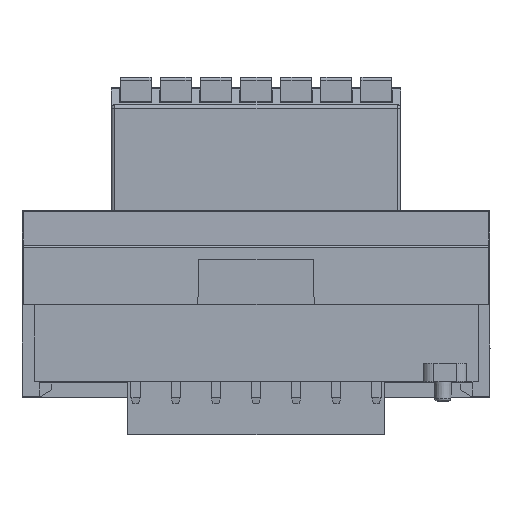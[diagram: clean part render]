
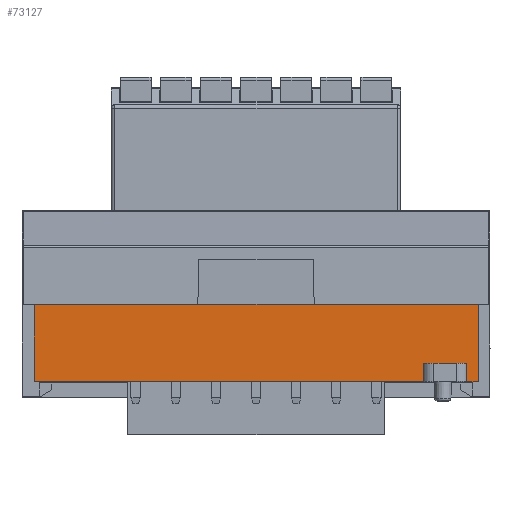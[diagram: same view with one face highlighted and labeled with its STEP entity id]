
A CAD part, top view. The second image highlights one B-rep face of the part: STEP entity #73127.
In plain terms, the highlighted planar face has unit normal (0, 0, 1).
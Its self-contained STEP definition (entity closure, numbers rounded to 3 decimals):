
#29374=DIRECTION('',(-1.,0.,0.));
#29375=VECTOR('',#29374,33.992);
#29376=CARTESIAN_POINT('',(51.743,11.,13.514));
#29377=LINE('',#29376,#29375);
#29388=DIRECTION('',(-1.,0.,0.));
#29389=VECTOR('',#29388,1.038);
#29390=CARTESIAN_POINT('',(56.496,11.,13.514));
#29391=LINE('',#29390,#29389);
#29618=DIRECTION('',(-1.,0.,0.));
#29619=VECTOR('',#29618,3.715);
#29620=CARTESIAN_POINT('',(55.457,12.6,13.514));
#29621=LINE('',#29620,#29619);
#39443=DIRECTION('',(0.,-1.,0.));
#39444=VECTOR('',#39443,6.7);
#39445=CARTESIAN_POINT('',(56.496,17.7,13.514));
#39446=LINE('',#39445,#39444);
#39447=DIRECTION('',(0.,1.,0.));
#39448=VECTOR('',#39447,1.6);
#39449=CARTESIAN_POINT('',(51.743,11.,13.514));
#39450=LINE('',#39449,#39448);
#39463=DIRECTION('',(0.,1.,0.));
#39464=VECTOR('',#39463,1.6);
#39465=CARTESIAN_POINT('',(55.457,11.,13.514));
#39466=LINE('',#39465,#39464);
#39471=DIRECTION('',(0.,-1.,0.));
#39472=VECTOR('',#39471,6.7);
#39473=CARTESIAN_POINT('',(17.751,17.7,13.514));
#39474=LINE('',#39473,#39472);
#40271=DIRECTION('',(-1.,0.,0.));
#40272=VECTOR('',#40271,0.562);
#40273=CARTESIAN_POINT('',(56.496,17.7,13.514));
#40274=LINE('',#40273,#40272);
#40291=DIRECTION('',(-1.,0.,0.));
#40292=VECTOR('',#40291,0.516);
#40293=CARTESIAN_POINT('',(18.266,17.7,13.514));
#40294=LINE('',#40293,#40292);
#40331=DIRECTION('',(0.005,-1.,0.));
#40332=VECTOR('',#40331,6.4);
#40333=CARTESIAN_POINT('',(55.9,24.1,13.514));
#40334=LINE('',#40333,#40332);
#40369=DIRECTION('',(-1.,0.,0.));
#40370=VECTOR('',#40369,37.6);
#40371=CARTESIAN_POINT('',(55.9,24.1,13.514));
#40372=LINE('',#40371,#40370);
#40591=DIRECTION('',(0.005,1.,0.));
#40592=VECTOR('',#40591,6.4);
#40593=CARTESIAN_POINT('',(18.266,17.7,13.514));
#40594=LINE('',#40593,#40592);
#56400=CARTESIAN_POINT('',(55.457,12.6,13.514));
#56401=CARTESIAN_POINT('',(51.743,12.6,13.514));
#56402=VERTEX_POINT('',#56400);
#56403=VERTEX_POINT('',#56401);
#56436=CARTESIAN_POINT('',(51.743,11.,13.514));
#56437=VERTEX_POINT('',#56436);
#56438=CARTESIAN_POINT('',(55.457,11.,13.514));
#56439=VERTEX_POINT('',#56438);
#56524=CARTESIAN_POINT('',(56.496,17.7,13.514));
#56525=VERTEX_POINT('',#56524);
#56526=CARTESIAN_POINT('',(55.934,17.7,13.514));
#56527=VERTEX_POINT('',#56526);
#56528=CARTESIAN_POINT('',(18.266,17.7,13.514));
#56529=CARTESIAN_POINT('',(17.751,17.7,13.514));
#56530=VERTEX_POINT('',#56528);
#56531=VERTEX_POINT('',#56529);
#56532=CARTESIAN_POINT('',(55.9,24.1,13.514));
#56533=VERTEX_POINT('',#56532);
#56534=CARTESIAN_POINT('',(18.3,24.1,13.514));
#56535=VERTEX_POINT('',#56534);
#56586=CARTESIAN_POINT('',(56.496,11.,13.514));
#56587=VERTEX_POINT('',#56586);
#56588=CARTESIAN_POINT('',(17.751,11.,13.514));
#56589=VERTEX_POINT('',#56588);
#73100=CARTESIAN_POINT('',(56.496,24.1,13.514));
#73101=DIRECTION('',(0.,0.,1.));
#73102=DIRECTION('',(-1.,0.,0.));
#73103=AXIS2_PLACEMENT_3D('',#73100,#73101,#73102);
#73104=PLANE('',#73103);
#73105=ORIENTED_EDGE('',*,*,#58839,.T.);
#73107=ORIENTED_EDGE('',*,*,#73106,.F.);
#73108=ORIENTED_EDGE('',*,*,#58500,.T.);
#73110=ORIENTED_EDGE('',*,*,#73109,.F.);
#73112=ORIENTED_EDGE('',*,*,#73111,.F.);
#73114=ORIENTED_EDGE('',*,*,#73113,.T.);
#73116=ORIENTED_EDGE('',*,*,#73115,.F.);
#73118=ORIENTED_EDGE('',*,*,#73117,.T.);
#73120=ORIENTED_EDGE('',*,*,#73119,.F.);
#73121=ORIENTED_EDGE('',*,*,#58396,.T.);
#73122=ORIENTED_EDGE('',*,*,#58508,.T.);
#73124=ORIENTED_EDGE('',*,*,#73123,.T.);
#73125=EDGE_LOOP('',(#73105,#73107,#73108,#73110,#73112,#73114,#73116,#73118,
#73120,#73121,#73122,#73124));
#73126=FACE_OUTER_BOUND('',#73125,.F.);
#73127=ADVANCED_FACE('',(#73126),#73104,.T.);
#58396=EDGE_CURVE('',#56525,#56587,#39446,.T.);
#58500=EDGE_CURVE('',#56437,#56589,#29377,.T.);
#58508=EDGE_CURVE('',#56587,#56439,#29391,.T.);
#58839=EDGE_CURVE('',#56402,#56403,#29621,.T.);
#73106=EDGE_CURVE('',#56437,#56403,#39450,.T.);
#73109=EDGE_CURVE('',#56531,#56589,#39474,.T.);
#73111=EDGE_CURVE('',#56530,#56531,#40294,.T.);
#73113=EDGE_CURVE('',#56530,#56535,#40594,.T.);
#73115=EDGE_CURVE('',#56533,#56535,#40372,.T.);
#73117=EDGE_CURVE('',#56533,#56527,#40334,.T.);
#73119=EDGE_CURVE('',#56525,#56527,#40274,.T.);
#73123=EDGE_CURVE('',#56439,#56402,#39466,.T.);
